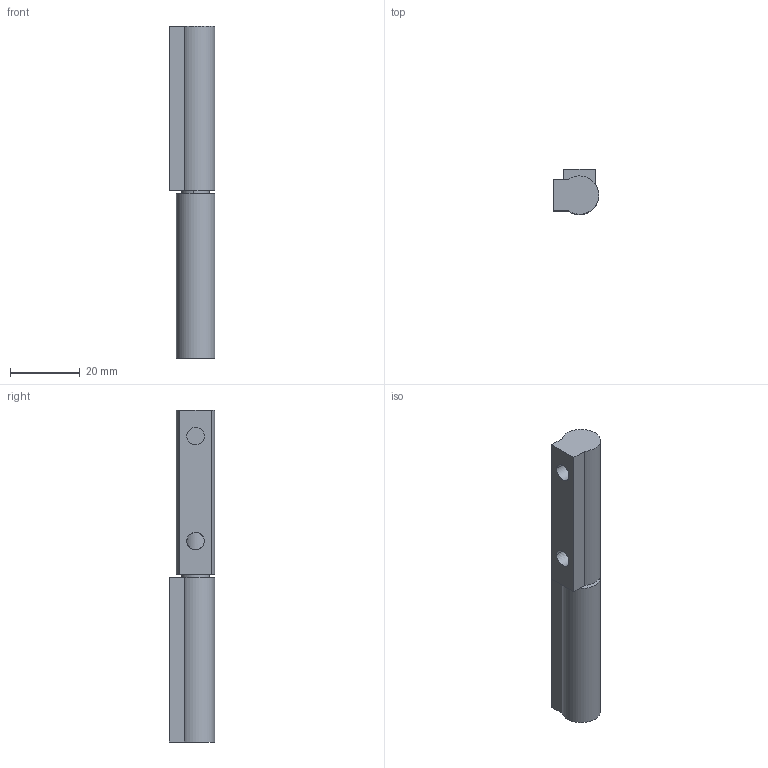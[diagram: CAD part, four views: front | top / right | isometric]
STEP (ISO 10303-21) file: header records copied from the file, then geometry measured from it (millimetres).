
FILE_DESCRIPTION((''),'2;1');
FILE_NAME('','2006-10-27T18:08:43',(''),(''),'','CADfix','');
FILE_SCHEMA(('AUTOMOTIVE_DESIGN'));
Length unit declared in the file: millimetre
Products named in the file (3): hinge pieces_B; hinge pieces_A; TEH_1036_U2_4199_36
Assembly tree (2 placements, depth 2):
  TEH_1036_U2_4199_36
    hinge pieces_B
    hinge pieces_A
Bounding box: 13 x 13 x 95 mm (x, y, z)
Volume: 10652 mm3; surface area: 5992.6 mm2
Topology: 2 solids, 2 shells, 32 faces, 96 edges, 71 vertices
Faces by surface type: bspline 32
Entity records: 1378 total; most frequent: CARTESIAN_POINT 784, ORIENTED_EDGE 188, EDGE_CURVE 94, VERTEX_POINT 71, EDGE_LOOP 39, QUASI_UNIFORM_CURVE 36, FACE_OUTER_BOUND 32, ADVANCED_FACE 32
